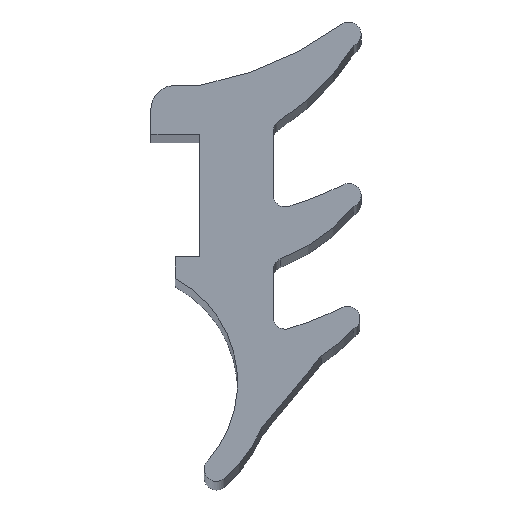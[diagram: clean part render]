
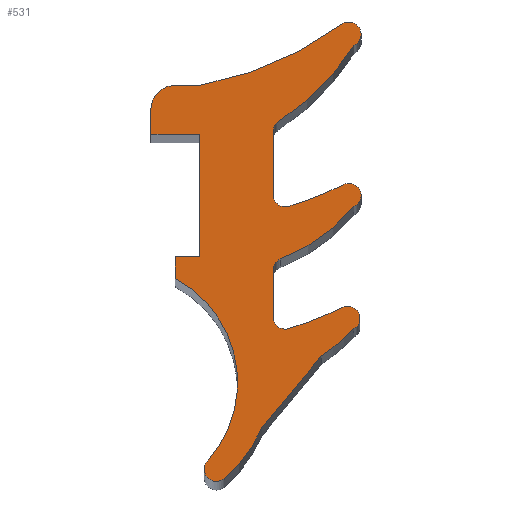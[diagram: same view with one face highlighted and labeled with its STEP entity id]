
A CAD part, top view. The second image highlights one B-rep face of the part: STEP entity #531.
In plain terms, the highlighted planar face has unit normal (0, 0, 1).
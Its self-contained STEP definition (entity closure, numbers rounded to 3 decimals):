
#22=PLANE($,#596);
#50=FACE_OUTER_BOUND($,#78,.T.);
#78=EDGE_LOOP($,(#436,#437,#438,#439,#440,#441,#442,#443,#444,#445,#446,
#447,#448,#449,#450,#451,#452,#453,#454,#455,#456,#457,#458,#459,#460,#461));
#83=LINE($,#786,#127);
#90=LINE($,#816,#134);
#96=LINE($,#840,#140);
#99=LINE($,#846,#143);
#102=LINE($,#852,#146);
#105=LINE($,#858,#149);
#108=LINE($,#864,#152);
#112=LINE($,#876,#156);
#119=LINE($,#906,#163);
#127=VECTOR($,#617,0.952);
#134=VECTOR($,#650,1.907);
#140=VECTOR($,#676,0.45);
#143=VECTOR($,#681,0.5);
#146=VECTOR($,#686,2.5);
#149=VECTOR($,#691,1.);
#152=VECTOR($,#696,0.5);
#156=VECTOR($,#708,0.5);
#163=VECTOR($,#741,1.289);
#168=CIRCLE($,#537,3.758);
#170=CIRCLE($,#540,0.25);
#172=CIRCLE($,#544,0.25);
#174=CIRCLE($,#547,7.345);
#176=CIRCLE($,#550,0.25);
#178=CIRCLE($,#553,4.311);
#180=CIRCLE($,#557,2.853);
#182=CIRCLE($,#560,0.25);
#184=CIRCLE($,#563,2.412);
#186=CIRCLE($,#571,0.5);
#188=CIRCLE($,#575,6.996);
#190=CIRCLE($,#578,0.25);
#192=CIRCLE($,#581,5.002);
#194=CIRCLE($,#584,0.25);
#196=CIRCLE($,#588,0.25);
#198=CIRCLE($,#591,7.345);
#200=CIRCLE($,#594,0.25);
#202=VERTEX_POINT($,#770);
#203=VERTEX_POINT($,#771);
#206=VERTEX_POINT($,#779);
#208=VERTEX_POINT($,#785);
#210=VERTEX_POINT($,#791);
#212=VERTEX_POINT($,#797);
#214=VERTEX_POINT($,#803);
#216=VERTEX_POINT($,#809);
#218=VERTEX_POINT($,#815);
#220=VERTEX_POINT($,#821);
#222=VERTEX_POINT($,#827);
#224=VERTEX_POINT($,#833);
#226=VERTEX_POINT($,#839);
#228=VERTEX_POINT($,#845);
#230=VERTEX_POINT($,#851);
#232=VERTEX_POINT($,#857);
#234=VERTEX_POINT($,#863);
#236=VERTEX_POINT($,#869);
#238=VERTEX_POINT($,#875);
#240=VERTEX_POINT($,#881);
#242=VERTEX_POINT($,#887);
#244=VERTEX_POINT($,#893);
#246=VERTEX_POINT($,#899);
#248=VERTEX_POINT($,#905);
#250=VERTEX_POINT($,#911);
#252=VERTEX_POINT($,#917);
#254=EDGE_CURVE($,#202,#203,#168,.T.);
#258=EDGE_CURVE($,#203,#206,#170,.T.);
#261=EDGE_CURVE($,#206,#208,#83,.T.);
#264=EDGE_CURVE($,#208,#210,#172,.T.);
#267=EDGE_CURVE($,#210,#212,#174,.T.);
#270=EDGE_CURVE($,#212,#214,#176,.T.);
#273=EDGE_CURVE($,#214,#216,#178,.T.);
#276=EDGE_CURVE($,#216,#218,#90,.T.);
#279=EDGE_CURVE($,#218,#220,#180,.T.);
#282=EDGE_CURVE($,#220,#222,#182,.T.);
#285=EDGE_CURVE($,#222,#224,#184,.T.);
#288=EDGE_CURVE($,#224,#226,#96,.T.);
#291=EDGE_CURVE($,#226,#228,#99,.T.);
#294=EDGE_CURVE($,#228,#230,#102,.T.);
#297=EDGE_CURVE($,#230,#232,#105,.T.);
#300=EDGE_CURVE($,#232,#234,#108,.T.);
#303=EDGE_CURVE($,#234,#236,#186,.T.);
#306=EDGE_CURVE($,#236,#238,#112,.T.);
#309=EDGE_CURVE($,#238,#240,#188,.T.);
#312=EDGE_CURVE($,#240,#242,#190,.T.);
#315=EDGE_CURVE($,#242,#244,#192,.T.);
#318=EDGE_CURVE($,#244,#246,#194,.T.);
#321=EDGE_CURVE($,#246,#248,#119,.T.);
#324=EDGE_CURVE($,#248,#250,#196,.T.);
#327=EDGE_CURVE($,#250,#252,#198,.T.);
#330=EDGE_CURVE($,#252,#202,#200,.T.);
#436=ORIENTED_EDGE($,*,*,#294,.F.);
#437=ORIENTED_EDGE($,*,*,#291,.F.);
#438=ORIENTED_EDGE($,*,*,#288,.F.);
#439=ORIENTED_EDGE($,*,*,#285,.F.);
#440=ORIENTED_EDGE($,*,*,#282,.F.);
#441=ORIENTED_EDGE($,*,*,#279,.F.);
#442=ORIENTED_EDGE($,*,*,#276,.F.);
#443=ORIENTED_EDGE($,*,*,#273,.F.);
#444=ORIENTED_EDGE($,*,*,#270,.F.);
#445=ORIENTED_EDGE($,*,*,#267,.F.);
#446=ORIENTED_EDGE($,*,*,#264,.F.);
#447=ORIENTED_EDGE($,*,*,#261,.F.);
#448=ORIENTED_EDGE($,*,*,#258,.F.);
#449=ORIENTED_EDGE($,*,*,#254,.F.);
#450=ORIENTED_EDGE($,*,*,#330,.F.);
#451=ORIENTED_EDGE($,*,*,#327,.F.);
#452=ORIENTED_EDGE($,*,*,#324,.F.);
#453=ORIENTED_EDGE($,*,*,#321,.F.);
#454=ORIENTED_EDGE($,*,*,#318,.F.);
#455=ORIENTED_EDGE($,*,*,#315,.F.);
#456=ORIENTED_EDGE($,*,*,#312,.F.);
#457=ORIENTED_EDGE($,*,*,#309,.F.);
#458=ORIENTED_EDGE($,*,*,#306,.F.);
#459=ORIENTED_EDGE($,*,*,#303,.F.);
#460=ORIENTED_EDGE($,*,*,#300,.F.);
#461=ORIENTED_EDGE($,*,*,#297,.F.);
#531=ADVANCED_FACE($,(#50),#22,.T.);
#537=AXIS2_PLACEMENT_3D($,#772,#602,#603);
#540=AXIS2_PLACEMENT_3D($,#780,#610,#611);
#544=AXIS2_PLACEMENT_3D($,#792,#622,#623);
#547=AXIS2_PLACEMENT_3D($,#798,#629,#630);
#550=AXIS2_PLACEMENT_3D($,#804,#636,#637);
#553=AXIS2_PLACEMENT_3D($,#810,#643,#644);
#557=AXIS2_PLACEMENT_3D($,#822,#655,#656);
#560=AXIS2_PLACEMENT_3D($,#828,#662,#663);
#563=AXIS2_PLACEMENT_3D($,#834,#669,#670);
#571=AXIS2_PLACEMENT_3D($,#870,#701,#702);
#575=AXIS2_PLACEMENT_3D($,#882,#713,#714);
#578=AXIS2_PLACEMENT_3D($,#888,#720,#721);
#581=AXIS2_PLACEMENT_3D($,#894,#727,#728);
#584=AXIS2_PLACEMENT_3D($,#900,#734,#735);
#588=AXIS2_PLACEMENT_3D($,#912,#746,#747);
#591=AXIS2_PLACEMENT_3D($,#918,#753,#754);
#594=AXIS2_PLACEMENT_3D($,#923,#760,#761);
#596=AXIS2_PLACEMENT_3D($,#925,#764,#765);
#602=DIRECTION('center_axis',(0.,0.,-1.));
#603=DIRECTION('ref_axis',(-0.365,0.931,0.));
#610=DIRECTION('center_axis',(0.,0.,1.));
#611=DIRECTION('ref_axis',(-0.365,0.931,0.));
#617=DIRECTION($,(0.,-1.,0.));
#622=DIRECTION('center_axis',(0.,0.,1.));
#623=DIRECTION('ref_axis',(-1.,0.,0.));
#629=DIRECTION('center_axis',(0.,0.,1.));
#630=DIRECTION('ref_axis',(0.293,-0.956,0.));
#636=DIRECTION('center_axis',(0.,0.,-1.));
#637=DIRECTION('ref_axis',(-0.514,0.858,0.));
#643=DIRECTION('center_axis',(0.,0.,-1.));
#644=DIRECTION('ref_axis',(-0.559,0.829,0.));
#650=DIRECTION($,(-0.64,-0.769,0.));
#655=DIRECTION('center_axis',(0.,0.,-1.));
#656=DIRECTION('ref_axis',(-0.651,0.759,0.));
#662=DIRECTION('center_axis',(0.,0.,-1.));
#663=DIRECTION('ref_axis',(0.651,-0.759,0.));
#669=DIRECTION('center_axis',(0.,0.,1.));
#670=DIRECTION('ref_axis',(0.754,-0.657,0.));
#676=DIRECTION($,(0.,1.,0.));
#681=DIRECTION($,(1.,0.,0.));
#686=DIRECTION($,(0.,1.,0.));
#691=DIRECTION($,(-1.,0.,0.));
#696=DIRECTION($,(0.,1.,0.));
#701=DIRECTION('center_axis',(0.,0.,-1.));
#702=DIRECTION('ref_axis',(0.,-1.,0.));
#708=DIRECTION($,(1.,0.,0.));
#713=DIRECTION('center_axis',(0.,0.,1.));
#714=DIRECTION('ref_axis',(0.177,-0.984,0.));
#720=DIRECTION('center_axis',(0.,0.,-1.));
#721=DIRECTION('ref_axis',(-0.415,0.91,0.));
#727=DIRECTION('center_axis',(0.,0.,-1.));
#728=DIRECTION('ref_axis',(-0.54,0.842,0.));
#734=DIRECTION('center_axis',(0.,0.,1.));
#735=DIRECTION('ref_axis',(-0.54,0.842,0.));
#741=DIRECTION($,(0.,-1.,0.));
#746=DIRECTION('center_axis',(0.,0.,1.));
#747=DIRECTION('ref_axis',(-1.,0.,0.));
#753=DIRECTION('center_axis',(0.,0.,1.));
#754=DIRECTION('ref_axis',(0.293,-0.956,0.));
#760=DIRECTION('center_axis',(0.,0.,-1.));
#761=DIRECTION('ref_axis',(-0.41,0.912,0.));
#764=DIRECTION('center_axis',(0.,0.,1.));
#765=DIRECTION('ref_axis',(1.,0.,0.));
#770=CARTESIAN_POINT('',(3.153,-1.481,100.));
#771=CARTESIAN_POINT('',(1.659,-2.549,100.));
#772=CARTESIAN_POINT('Origin',(0.286,0.949,100.));
#779=CARTESIAN_POINT('',(1.5,-2.782,100.));
#780=CARTESIAN_POINT('Origin',(1.75,-2.782,100.));
#785=CARTESIAN_POINT('',(1.5,-3.734,100.));
#786=CARTESIAN_POINT($,(1.5,-2.592,100.));
#791=CARTESIAN_POINT('',(1.823,-3.974,100.));
#792=CARTESIAN_POINT('Origin',(1.75,-3.734,100.));
#797=CARTESIAN_POINT('',(2.915,-3.541,100.));
#798=CARTESIAN_POINT('Origin',(-0.327,3.05,100.));
#803=CARTESIAN_POINT('',(3.154,-3.98,100.));
#804=CARTESIAN_POINT('Origin',(3.026,-3.765,100.));
#809=CARTESIAN_POINT('',(2.489,-4.532,100.));
#810=CARTESIAN_POINT('Origin',(0.08,-0.957,100.));
#815=CARTESIAN_POINT('',(1.27,-5.998,100.));
#816=CARTESIAN_POINT($,(2.739,-4.232,100.));
#821=CARTESIAN_POINT('',(0.504,-7.041,100.));
#822=CARTESIAN_POINT('Origin',(-1.353,-4.875,100.));
#827=CARTESIAN_POINT('',(0.179,-6.661,100.));
#828=CARTESIAN_POINT('Origin',(0.341,-6.851,100.));
#833=CARTESIAN_POINT('',(-0.5,-2.95,100.));
#834=CARTESIAN_POINT('Origin',(-1.639,-5.076,100.));
#839=CARTESIAN_POINT('',(-0.5,-2.5,100.));
#840=CARTESIAN_POINT($,(-0.5,-2.676,100.));
#845=CARTESIAN_POINT('',(0.,-2.5,100.));
#846=CARTESIAN_POINT($,(0.325,-2.5,100.));
#851=CARTESIAN_POINT('',(0.,0.,100.));
#852=CARTESIAN_POINT($,(0.,-2.451,100.));
#857=CARTESIAN_POINT('',(-1.,0.,100.));
#858=CARTESIAN_POINT($,(0.575,0.,100.));
#863=CARTESIAN_POINT('',(-1.,0.5,100.));
#864=CARTESIAN_POINT($,(-1.,-1.201,100.));
#869=CARTESIAN_POINT('',(-0.5,1.,100.));
#870=CARTESIAN_POINT('Origin',(-0.5,0.5,100.));
#875=CARTESIAN_POINT('',(0.,1.,100.));
#876=CARTESIAN_POINT($,(0.325,1.,100.));
#881=CARTESIAN_POINT('',(2.925,2.264,100.));
#882=CARTESIAN_POINT('Origin',(-1.24,7.885,100.));
#887=CARTESIAN_POINT('',(3.154,1.82,100.));
#888=CARTESIAN_POINT('Origin',(3.05,2.048,100.));
#893=CARTESIAN_POINT('',(1.615,0.265,100.));
#894=CARTESIAN_POINT('Origin',(-1.086,4.475,100.));
#899=CARTESIAN_POINT('',(1.5,0.054,100.));
#900=CARTESIAN_POINT('Origin',(1.75,0.054,100.));
#905=CARTESIAN_POINT('',(1.5,-1.234,100.));
#906=CARTESIAN_POINT($,(1.5,-1.174,100.));
#911=CARTESIAN_POINT('',(1.823,-1.474,100.));
#912=CARTESIAN_POINT('Origin',(1.75,-1.234,100.));
#917=CARTESIAN_POINT('',(2.939,-1.029,100.));
#918=CARTESIAN_POINT('Origin',(-0.327,5.55,100.));
#923=CARTESIAN_POINT('Origin',(3.05,-1.253,100.));
#925=CARTESIAN_POINT('Origin',(1.15,-2.402,100.));
